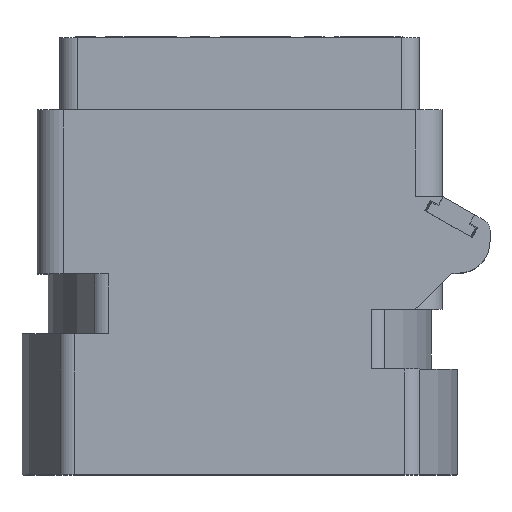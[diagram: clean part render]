
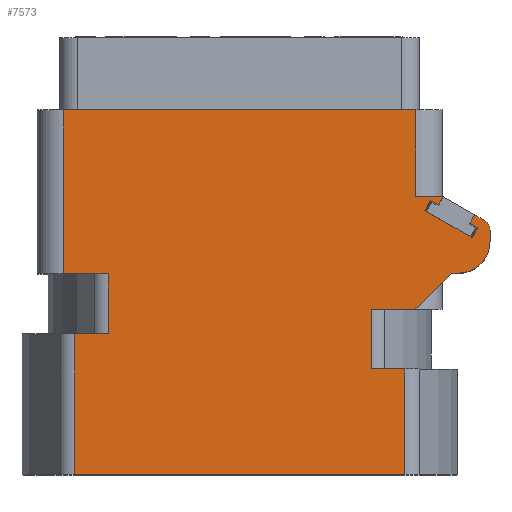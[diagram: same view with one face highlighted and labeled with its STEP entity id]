
A CAD part, top view. The second image highlights one B-rep face of the part: STEP entity #7573.
In plain terms, the highlighted planar face has unit normal (0, 0, 1).
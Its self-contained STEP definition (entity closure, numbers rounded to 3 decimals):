
#1047=DIRECTION('',(0.866,-0.5,0.));
#1048=VECTOR('',#1047,0.525);
#1049=CARTESIAN_POINT('',(10.825,15.563,7.5));
#1050=LINE('',#1049,#1048);
#1051=DIRECTION('',(0.866,-0.5,0.));
#1052=VECTOR('',#1051,3.1);
#1053=CARTESIAN_POINT('',(10.5,15.,7.5));
#1054=LINE('',#1053,#1052);
#1055=DIRECTION('',(0.866,-0.5,0.));
#1056=VECTOR('',#1055,0.525);
#1057=CARTESIAN_POINT('',(13.055,14.275,7.5));
#1058=LINE('',#1057,#1056);
#1059=DIRECTION('',(0.5,0.866,0.));
#1060=VECTOR('',#1059,0.55);
#1061=CARTESIAN_POINT('',(13.055,14.275,7.5));
#1062=LINE('',#1061,#1060);
#1063=DIRECTION('',(0.866,-0.5,0.));
#1064=VECTOR('',#1063,0.629);
#1065=CARTESIAN_POINT('',(13.33,14.752,7.5));
#1066=LINE('',#1065,#1064);
#1067=CARTESIAN_POINT('',(13.55,13.874,7.5));
#1068=DIRECTION('',(0.,0.,1.));
#1069=DIRECTION('',(1.,0.,0.));
#1070=AXIS2_PLACEMENT_3D('',#1067,#1068,#1069);
#1072=DIRECTION('',(0.,-1.,0.));
#1073=VECTOR('',#1072,0.637);
#1074=CARTESIAN_POINT('',(14.2,13.874,7.5));
#1075=LINE('',#1074,#1073);
#1076=CARTESIAN_POINT('',(12.4,13.237,7.5));
#1077=DIRECTION('',(0.,0.,1.));
#1078=DIRECTION('',(0.,-1.,0.));
#1079=AXIS2_PLACEMENT_3D('',#1076,#1077,#1078);
#1081=DIRECTION('',(-1.,0.,0.));
#1082=VECTOR('',#1081,0.368);
#1083=CARTESIAN_POINT('',(12.4,11.437,7.5));
#1084=LINE('',#1083,#1082);
#1085=DIRECTION('',(1.,0.,0.));
#1086=VECTOR('',#1085,18.731);
#1087=CARTESIAN_POINT('',(-9.365,0.,7.5));
#1088=LINE('',#1087,#1086);
#1089=DIRECTION('',(-1.,0.,0.));
#1090=VECTOR('',#1089,20.);
#1091=CARTESIAN_POINT('',(10.,20.7,7.5));
#1092=LINE('',#1091,#1090);
#1093=DIRECTION('',(0.,-1.,0.));
#1094=VECTOR('',#1093,4.892);
#1095=CARTESIAN_POINT('',(10.,20.7,7.5));
#1096=LINE('',#1095,#1094);
#1097=DIRECTION('',(1.,0.,0.));
#1098=VECTOR('',#1097,1.5);
#1099=CARTESIAN_POINT('',(10.,15.808,7.5));
#1100=LINE('',#1099,#1098);
#1101=DIRECTION('',(0.866,-0.5,0.));
#1102=VECTOR('',#1101,0.063);
#1103=CARTESIAN_POINT('',(11.5,15.808,7.5));
#1104=LINE('',#1103,#1102);
#1105=DIRECTION('',(-0.5,-0.866,0.));
#1106=VECTOR('',#1105,0.55);
#1107=CARTESIAN_POINT('',(11.555,15.777,7.5));
#1108=LINE('',#1107,#1106);
#1153=DIRECTION('',(-0.5,-0.866,0.));
#1154=VECTOR('',#1153,0.65);
#1155=CARTESIAN_POINT('',(13.51,14.013,7.5));
#1156=LINE('',#1155,#1154);
#1165=DIRECTION('',(0.5,0.866,0.));
#1166=VECTOR('',#1165,0.65);
#1167=CARTESIAN_POINT('',(10.5,15.,7.5));
#1168=LINE('',#1167,#1166);
#1189=DIRECTION('',(0.707,0.707,0.));
#1190=VECTOR('',#1189,2.874);
#1191=CARTESIAN_POINT('',(10.,9.405,7.5));
#1192=LINE('',#1191,#1190);
#1252=DIRECTION('',(1.,0.,0.));
#1253=VECTOR('',#1252,2.533);
#1254=CARTESIAN_POINT('',(7.467,9.4,7.5));
#1255=LINE('',#1254,#1253);
#1292=DIRECTION('',(-1.,0.,0.));
#1293=VECTOR('',#1292,1.898);
#1294=CARTESIAN_POINT('',(9.365,6.,7.5));
#1295=LINE('',#1294,#1293);
#1296=DIRECTION('',(0.,1.,0.));
#1297=VECTOR('',#1296,3.4);
#1298=CARTESIAN_POINT('',(7.467,6.,7.5));
#1299=LINE('',#1298,#1297);
#1342=DIRECTION('',(0.,1.,0.));
#1343=VECTOR('',#1342,6.);
#1344=CARTESIAN_POINT('',(9.365,0.,7.5));
#1345=LINE('',#1344,#1343);
#1387=DIRECTION('',(-1.,0.,0.));
#1388=VECTOR('',#1387,1.898);
#1389=CARTESIAN_POINT('',(-7.467,8.,7.5));
#1390=LINE('',#1389,#1388);
#1427=DIRECTION('',(1.,0.,0.));
#1428=VECTOR('',#1427,2.533);
#1429=CARTESIAN_POINT('',(-10.,11.4,7.5));
#1430=LINE('',#1429,#1428);
#1431=DIRECTION('',(0.,-1.,0.));
#1432=VECTOR('',#1431,3.4);
#1433=CARTESIAN_POINT('',(-7.467,11.4,7.5));
#1434=LINE('',#1433,#1432);
#1467=DIRECTION('',(0.,-1.,0.));
#1468=VECTOR('',#1467,9.3);
#1469=CARTESIAN_POINT('',(-10.,20.7,7.5));
#1470=LINE('',#1469,#1468);
#1485=DIRECTION('',(0.,-1.,0.));
#1486=VECTOR('',#1485,8.);
#1487=CARTESIAN_POINT('',(-9.365,8.,7.5));
#1488=LINE('',#1487,#1486);
#1503=DIRECTION('',(0.,1.,0.));
#1504=VECTOR('',#1503,0.005);
#1505=CARTESIAN_POINT('',(10.,9.4,7.5));
#1506=LINE('',#1505,#1504);
#5177=CARTESIAN_POINT('',(14.2,13.874,7.5));
#5178=CARTESIAN_POINT('',(13.875,14.437,7.5));
#5179=VERTEX_POINT('',#5177);
#5180=VERTEX_POINT('',#5178);
#5185=CARTESIAN_POINT('',(13.33,14.752,7.5));
#5186=VERTEX_POINT('',#5185);
#5193=CARTESIAN_POINT('',(-10.,20.7,7.5));
#5194=CARTESIAN_POINT('',(-10.,11.4,7.5));
#5195=VERTEX_POINT('',#5193);
#5196=VERTEX_POINT('',#5194);
#5209=CARTESIAN_POINT('',(10.,9.4,7.5));
#5210=CARTESIAN_POINT('',(10.,9.405,7.5));
#5211=VERTEX_POINT('',#5209);
#5212=VERTEX_POINT('',#5210);
#5225=CARTESIAN_POINT('',(12.032,11.437,7.5));
#5226=VERTEX_POINT('',#5225);
#5229=CARTESIAN_POINT('',(7.467,6.,7.5));
#5230=CARTESIAN_POINT('',(7.467,9.4,7.5));
#5231=VERTEX_POINT('',#5229);
#5232=VERTEX_POINT('',#5230);
#5237=CARTESIAN_POINT('',(9.365,0.,7.5));
#5238=CARTESIAN_POINT('',(9.365,6.,7.5));
#5239=VERTEX_POINT('',#5237);
#5240=VERTEX_POINT('',#5238);
#5261=CARTESIAN_POINT('',(-9.365,8.,7.5));
#5262=CARTESIAN_POINT('',(-9.365,0.,7.5));
#5263=VERTEX_POINT('',#5261);
#5264=VERTEX_POINT('',#5262);
#5269=CARTESIAN_POINT('',(-7.467,11.4,7.5));
#5270=CARTESIAN_POINT('',(-7.467,8.,7.5));
#5271=VERTEX_POINT('',#5269);
#5272=VERTEX_POINT('',#5270);
#5299=CARTESIAN_POINT('',(10.,15.808,7.5));
#5300=CARTESIAN_POINT('',(11.5,15.808,7.5));
#5301=VERTEX_POINT('',#5299);
#5302=VERTEX_POINT('',#5300);
#5303=CARTESIAN_POINT('',(10.,20.7,7.5));
#5304=VERTEX_POINT('',#5303);
#5401=CARTESIAN_POINT('',(12.4,11.437,7.5));
#5402=CARTESIAN_POINT('',(14.2,13.237,7.5));
#5403=VERTEX_POINT('',#5401);
#5404=VERTEX_POINT('',#5402);
#5409=CARTESIAN_POINT('',(11.555,15.777,7.5));
#5410=VERTEX_POINT('',#5409);
#5413=CARTESIAN_POINT('',(10.5,15.,7.5));
#5415=VERTEX_POINT('',#5413);
#5418=CARTESIAN_POINT('',(13.185,13.45,7.5));
#5420=VERTEX_POINT('',#5418);
#5429=CARTESIAN_POINT('',(10.825,15.563,7.5));
#5430=CARTESIAN_POINT('',(11.28,15.3,7.5));
#5431=VERTEX_POINT('',#5429);
#5432=VERTEX_POINT('',#5430);
#5433=CARTESIAN_POINT('',(13.055,14.275,7.5));
#5434=CARTESIAN_POINT('',(13.51,14.013,7.5));
#5435=VERTEX_POINT('',#5433);
#5436=VERTEX_POINT('',#5434);
#7516=CARTESIAN_POINT('',(0.,0.,7.5));
#7517=DIRECTION('',(0.,0.,1.));
#7518=DIRECTION('',(1.,0.,0.));
#7519=AXIS2_PLACEMENT_3D('',#7516,#7517,#7518);
#7520=PLANE('',#7519);
#7522=ORIENTED_EDGE('',*,*,#7521,.F.);
#7524=ORIENTED_EDGE('',*,*,#7523,.F.);
#7526=ORIENTED_EDGE('',*,*,#7525,.T.);
#7528=ORIENTED_EDGE('',*,*,#7527,.F.);
#7530=ORIENTED_EDGE('',*,*,#7529,.F.);
#7532=ORIENTED_EDGE('',*,*,#7531,.T.);
#7533=ORIENTED_EDGE('',*,*,#7434,.T.);
#7534=ORIENTED_EDGE('',*,*,#7482,.F.);
#7535=ORIENTED_EDGE('',*,*,#7495,.T.);
#7536=ORIENTED_EDGE('',*,*,#7507,.F.);
#7538=ORIENTED_EDGE('',*,*,#7537,.T.);
#7540=ORIENTED_EDGE('',*,*,#7539,.F.);
#7542=ORIENTED_EDGE('',*,*,#7541,.F.);
#7544=ORIENTED_EDGE('',*,*,#7543,.F.);
#7546=ORIENTED_EDGE('',*,*,#7545,.F.);
#7548=ORIENTED_EDGE('',*,*,#7547,.F.);
#7550=ORIENTED_EDGE('',*,*,#7549,.F.);
#7552=ORIENTED_EDGE('',*,*,#7551,.F.);
#7554=ORIENTED_EDGE('',*,*,#7553,.F.);
#7556=ORIENTED_EDGE('',*,*,#7555,.F.);
#7558=ORIENTED_EDGE('',*,*,#7557,.F.);
#7560=ORIENTED_EDGE('',*,*,#7559,.F.);
#7562=ORIENTED_EDGE('',*,*,#7561,.F.);
#7563=ORIENTED_EDGE('',*,*,#7234,.F.);
#7565=ORIENTED_EDGE('',*,*,#7564,.T.);
#7567=ORIENTED_EDGE('',*,*,#7566,.T.);
#7568=ORIENTED_EDGE('',*,*,#7442,.T.);
#7570=ORIENTED_EDGE('',*,*,#7569,.T.);
#7571=EDGE_LOOP('',(#7522,#7524,#7526,#7528,#7530,#7532,#7533,#7534,#7535,#7536,
#7538,#7540,#7542,#7544,#7546,#7548,#7550,#7552,#7554,#7556,#7558,#7560,#7562,
#7563,#7565,#7567,#7568,#7570));
#7572=FACE_OUTER_BOUND('',#7571,.F.);
#7573=ADVANCED_FACE('',(#7572),#7520,.T.);
#1071=CIRCLE('',#1070,0.65);
#1080=CIRCLE('',#1079,1.8);
#7234=EDGE_CURVE('',#5304,#5195,#1092,.T.);
#7434=EDGE_CURVE('',#5186,#5180,#1066,.T.);
#7442=EDGE_CURVE('',#5302,#5410,#1104,.T.);
#7482=EDGE_CURVE('',#5179,#5180,#1071,.T.);
#7495=EDGE_CURVE('',#5179,#5404,#1075,.T.);
#7507=EDGE_CURVE('',#5403,#5404,#1080,.T.);
#7521=EDGE_CURVE('',#5431,#5432,#1050,.T.);
#7523=EDGE_CURVE('',#5415,#5431,#1168,.T.);
#7525=EDGE_CURVE('',#5415,#5420,#1054,.T.);
#7527=EDGE_CURVE('',#5436,#5420,#1156,.T.);
#7529=EDGE_CURVE('',#5435,#5436,#1058,.T.);
#7531=EDGE_CURVE('',#5435,#5186,#1062,.T.);
#7537=EDGE_CURVE('',#5403,#5226,#1084,.T.);
#7539=EDGE_CURVE('',#5212,#5226,#1192,.T.);
#7541=EDGE_CURVE('',#5211,#5212,#1506,.T.);
#7543=EDGE_CURVE('',#5232,#5211,#1255,.T.);
#7545=EDGE_CURVE('',#5231,#5232,#1299,.T.);
#7547=EDGE_CURVE('',#5240,#5231,#1295,.T.);
#7549=EDGE_CURVE('',#5239,#5240,#1345,.T.);
#7551=EDGE_CURVE('',#5264,#5239,#1088,.T.);
#7553=EDGE_CURVE('',#5263,#5264,#1488,.T.);
#7555=EDGE_CURVE('',#5272,#5263,#1390,.T.);
#7557=EDGE_CURVE('',#5271,#5272,#1434,.T.);
#7559=EDGE_CURVE('',#5196,#5271,#1430,.T.);
#7561=EDGE_CURVE('',#5195,#5196,#1470,.T.);
#7564=EDGE_CURVE('',#5304,#5301,#1096,.T.);
#7566=EDGE_CURVE('',#5301,#5302,#1100,.T.);
#7569=EDGE_CURVE('',#5410,#5432,#1108,.T.);
